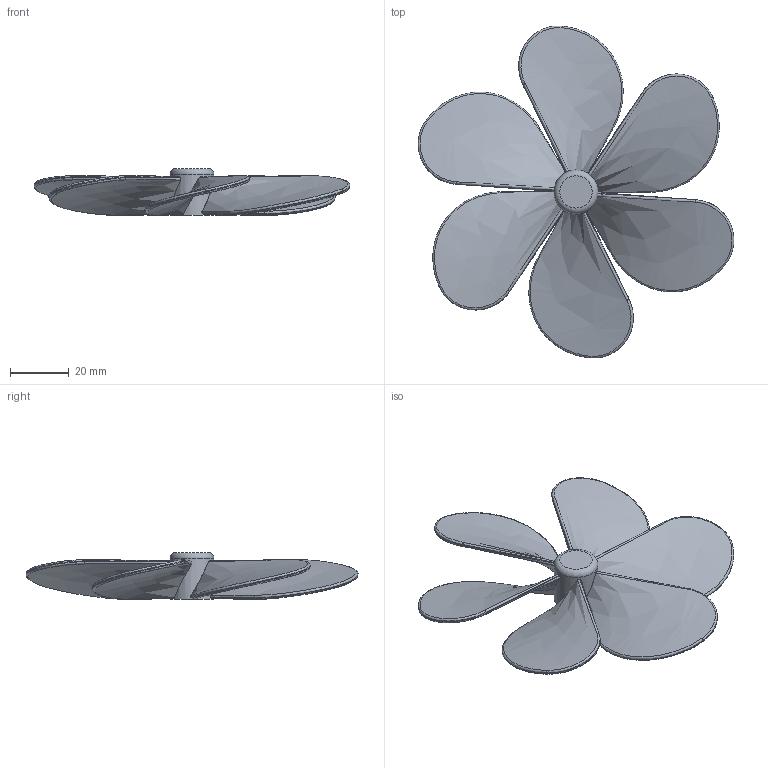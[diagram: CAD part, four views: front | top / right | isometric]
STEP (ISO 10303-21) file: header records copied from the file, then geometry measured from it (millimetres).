
FILE_DESCRIPTION(/* description */ (''),/* implementation_level */ '2;1');
FILE_NAME(/* name */ 'fan propeller revision for 775.step',/* time_stamp */ '2019-10-02T03:00:17+09:00',/* author */ (''),/* organization */ (''),/* preprocessor_version */ 'ST-DEVELOPER v18',/* originating_system */ 'Autodesk Translation Framework v8.6.0.1094',/* authorisation */ '');
FILE_SCHEMA (('AUTOMOTIVE_DESIGN { 1 0 10303 214 3 1 1 }'));
Products named in the file (1): fan revision for 775
Bounding box: 107.68 x 113.23 x 16 mm (x, y, z)
Volume: 14621.1 mm3; surface area: 18162.8 mm2
Topology: 1 solids, 1 shells, 144 faces, 336 edges, 200 vertices
Faces by surface type: bspline 120, cylinder 20, plane 3, torus 1
Full cylindrical faces by diameter (mm): 4.8 x1, 15 x1
Entity records: 30154 total; most frequent: CARTESIAN_POINT 27606, ORIENTED_EDGE 672, EDGE_CURVE 336, DIRECTION 267, VERTEX_POINT 200, B_SPLINE_CURVE_WITH_KNOTS 196, EDGE_LOOP 150, FACE_OUTER_BOUND 144
